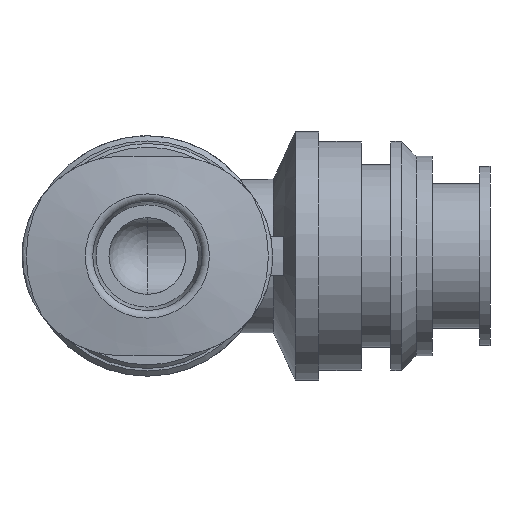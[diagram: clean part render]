
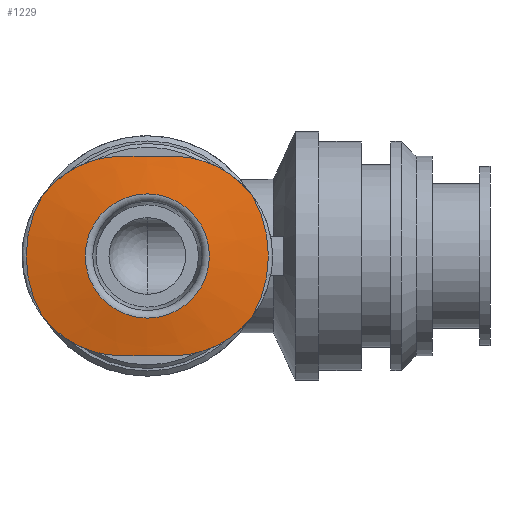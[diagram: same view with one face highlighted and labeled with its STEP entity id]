
A CAD part, left-side view. The second image highlights one B-rep face of the part: STEP entity #1229.
In plain terms, the highlighted conical face has half-angle 80 degrees and reference radius 4.735 mm.
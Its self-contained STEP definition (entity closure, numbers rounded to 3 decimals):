
#127=B_SPLINE_CURVE_WITH_KNOTS('',3,(#1698,#1699,#1700,#1701),
 .UNSPECIFIED.,.F.,.F.,(4,4),(0.,0.004),
 .UNSPECIFIED.);
#128=B_SPLINE_CURVE_WITH_KNOTS('',3,(#1703,#1704,#1705,#1706),
 .UNSPECIFIED.,.F.,.F.,(4,4),(0.002,0.004),
 .UNSPECIFIED.);
#129=B_SPLINE_CURVE_WITH_KNOTS('',3,(#1708,#1709,#1710,#1711),
 .UNSPECIFIED.,.F.,.F.,(4,4),(0.,0.004),
 .UNSPECIFIED.);
#130=B_SPLINE_CURVE_WITH_KNOTS('',3,(#1715,#1716,#1717,#1718),
 .UNSPECIFIED.,.F.,.F.,(4,4),(0.,0.004),
 .UNSPECIFIED.);
#131=B_SPLINE_CURVE_WITH_KNOTS('',3,(#1720,#1721,#1722,#1723),
 .UNSPECIFIED.,.F.,.F.,(4,4),(0.002,0.004),
 .UNSPECIFIED.);
#132=B_SPLINE_CURVE_WITH_KNOTS('',3,(#1725,#1726,#1727,#1728),
 .UNSPECIFIED.,.F.,.F.,(4,4),(0.,0.004),
 .UNSPECIFIED.);
#145=ORIENTED_EDGE('',*,*,#359,.T.);
#146=ORIENTED_EDGE('',*,*,#360,.F.);
#147=ORIENTED_EDGE('',*,*,#361,.T.);
#148=ORIENTED_EDGE('',*,*,#362,.T.);
#149=ORIENTED_EDGE('',*,*,#363,.T.);
#150=ORIENTED_EDGE('',*,*,#364,.F.);
#151=ORIENTED_EDGE('',*,*,#365,.T.);
#152=ORIENTED_EDGE('',*,*,#366,.T.);
#153=ORIENTED_EDGE('',*,*,#367,.T.);
#359=EDGE_CURVE('',#466,#466,#548,.T.);
#360=EDGE_CURVE('',#467,#468,#549,.T.);
#361=EDGE_CURVE('',#467,#469,#127,.T.);
#362=EDGE_CURVE('',#469,#470,#128,.T.);
#363=EDGE_CURVE('',#470,#471,#129,.T.);
#364=EDGE_CURVE('',#472,#471,#550,.T.);
#365=EDGE_CURVE('',#472,#473,#130,.T.);
#366=EDGE_CURVE('',#473,#474,#131,.T.);
#367=EDGE_CURVE('',#474,#468,#132,.T.);
#466=VERTEX_POINT('',#1694);
#467=VERTEX_POINT('',#1696);
#468=VERTEX_POINT('',#1697);
#469=VERTEX_POINT('',#1702);
#470=VERTEX_POINT('',#1707);
#471=VERTEX_POINT('',#1712);
#472=VERTEX_POINT('',#1714);
#473=VERTEX_POINT('',#1719);
#474=VERTEX_POINT('',#1724);
#548=CIRCLE('',#1295,2.428);
#549=CIRCLE('',#1296,4.735);
#550=CIRCLE('',#1297,4.735);
#607=EDGE_LOOP('',(#145));
#608=EDGE_LOOP('',(#146,#147,#148,#149,#150,#151,#152,#153));
#702=FACE_BOUND('',#607,.T.);
#703=FACE_BOUND('',#608,.T.);
#797=CONICAL_SURFACE('',#1294,4.735,1.396);
#1229=ADVANCED_FACE('',(#702,#703),#797,.T.);
#1294=AXIS2_PLACEMENT_3D('',#1692,#1419,#1420);
#1295=AXIS2_PLACEMENT_3D('',#1693,#1421,#1422);
#1296=AXIS2_PLACEMENT_3D('',#1695,#1423,#1424);
#1297=AXIS2_PLACEMENT_3D('',#1713,#1425,#1426);
#1419=DIRECTION('',(1.,0.,0.));
#1420=DIRECTION('',(0.,0.,-1.));
#1421=DIRECTION('',(1.,0.,0.));
#1422=DIRECTION('',(0.,0.,-1.));
#1423=DIRECTION('',(1.,0.,0.));
#1424=DIRECTION('',(0.,0.,-1.));
#1425=DIRECTION('',(1.,0.,0.));
#1426=DIRECTION('',(0.,0.,-1.));
#1692=CARTESIAN_POINT('',(-18.993,6.7,0.));
#1693=CARTESIAN_POINT('',(-19.4,6.7,0.));
#1694=CARTESIAN_POINT('',(-19.4,6.7,-2.428));
#1695=CARTESIAN_POINT('',(-18.993,6.7,0.));
#1696=CARTESIAN_POINT('',(-18.993,10.804,-2.361));
#1697=CARTESIAN_POINT('',(-18.993,10.804,2.361));
#1698=CARTESIAN_POINT('',(-18.993,10.804,-2.361));
#1699=CARTESIAN_POINT('',(-19.02,10.073,-3.321));
#1700=CARTESIAN_POINT('',(-19.065,8.906,-3.9));
#1701=CARTESIAN_POINT('',(-19.118,7.7,-3.9));
#1702=CARTESIAN_POINT('',(-19.118,7.7,-3.9));
#1703=CARTESIAN_POINT('',(-19.118,7.7,-3.9));
#1704=CARTESIAN_POINT('',(-19.147,7.034,-3.9));
#1705=CARTESIAN_POINT('',(-19.147,6.367,-3.9));
#1706=CARTESIAN_POINT('',(-19.118,5.7,-3.9));
#1707=CARTESIAN_POINT('',(-19.118,5.7,-3.9));
#1708=CARTESIAN_POINT('',(-19.118,5.7,-3.9));
#1709=CARTESIAN_POINT('',(-19.065,4.494,-3.9));
#1710=CARTESIAN_POINT('',(-19.02,3.327,-3.322));
#1711=CARTESIAN_POINT('',(-18.993,2.596,-2.361));
#1712=CARTESIAN_POINT('',(-18.993,2.596,-2.361));
#1713=CARTESIAN_POINT('',(-18.993,6.7,0.));
#1714=CARTESIAN_POINT('',(-18.993,2.596,2.361));
#1715=CARTESIAN_POINT('',(-18.993,2.596,2.361));
#1716=CARTESIAN_POINT('',(-19.02,3.327,3.321));
#1717=CARTESIAN_POINT('',(-19.065,4.494,3.9));
#1718=CARTESIAN_POINT('',(-19.118,5.7,3.9));
#1719=CARTESIAN_POINT('',(-19.118,5.7,3.9));
#1720=CARTESIAN_POINT('',(-19.118,5.7,3.9));
#1721=CARTESIAN_POINT('',(-19.147,6.366,3.9));
#1722=CARTESIAN_POINT('',(-19.147,7.033,3.9));
#1723=CARTESIAN_POINT('',(-19.118,7.7,3.9));
#1724=CARTESIAN_POINT('',(-19.118,7.7,3.9));
#1725=CARTESIAN_POINT('',(-19.118,7.7,3.9));
#1726=CARTESIAN_POINT('',(-19.065,8.906,3.9));
#1727=CARTESIAN_POINT('',(-19.02,10.073,3.322));
#1728=CARTESIAN_POINT('',(-18.993,10.804,2.361));
